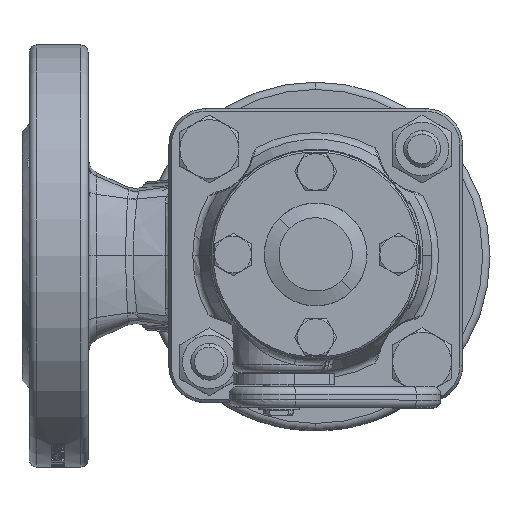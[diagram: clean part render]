
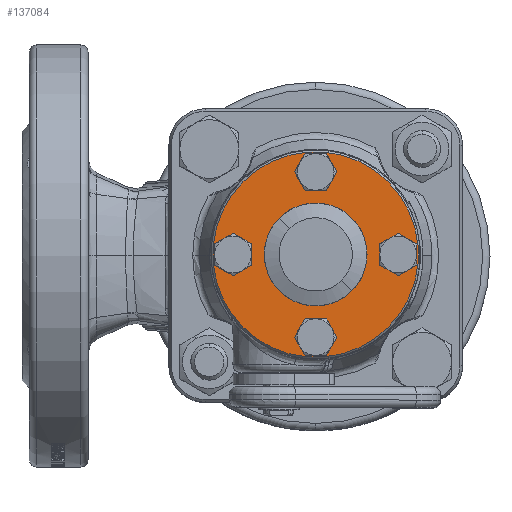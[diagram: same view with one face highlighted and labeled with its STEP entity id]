
A CAD part, top view. The second image highlights one B-rep face of the part: STEP entity #137084.
In plain terms, the highlighted planar face has unit normal (0, 0, 1).
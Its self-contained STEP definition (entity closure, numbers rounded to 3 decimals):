
#136252=CARTESIAN_POINT('',(19.799,-19.799,230.5));
#136253=VERTEX_POINT('',#136252);
#136254=CARTESIAN_POINT('',(-19.799,19.799,230.5));
#136255=VERTEX_POINT('',#136254);
#136256=CARTESIAN_POINT('',(0.,0.,230.5));
#136257=DIRECTION('',(-0.,-0.,1.));
#136258=DIRECTION('',(-0.707,0.707,0.));
#136259=AXIS2_PLACEMENT_3D('',#136256,#136257,#136258);
#136260=CIRCLE('',#136259,28.);
#136261=EDGE_CURVE('NONE',#136253,#136255,#136260,.T.);
#136347=CARTESIAN_POINT('',(-2.333,-20.167,230.5));
#136348=VERTEX_POINT('',#136347);
#136355=CARTESIAN_POINT('',(2.333,-24.833,230.5));
#136356=VERTEX_POINT('',#136355);
#136357=CARTESIAN_POINT('',(0.,-22.5,230.5));
#136358=DIRECTION('',(0.,0.,1.));
#136359=DIRECTION('',(0.707,-0.707,0.));
#136360=AXIS2_PLACEMENT_3D('',#136357,#136358,#136359);
#136361=CIRCLE('',#136360,3.3);
#136362=EDGE_CURVE('NONE',#136348,#136356,#136361,.T.);
#136389=CARTESIAN_POINT('',(20.167,2.333,230.5));
#136390=VERTEX_POINT('',#136389);
#136397=CARTESIAN_POINT('',(24.833,-2.333,230.5));
#136398=VERTEX_POINT('',#136397);
#136399=CARTESIAN_POINT('',(22.5,0.,230.5));
#136400=DIRECTION('',(0.,0.,1.));
#136401=DIRECTION('',(0.707,-0.707,0.));
#136402=AXIS2_PLACEMENT_3D('',#136399,#136400,#136401);
#136403=CIRCLE('',#136402,3.3);
#136404=EDGE_CURVE('NONE',#136390,#136398,#136403,.T.);
#136431=CARTESIAN_POINT('',(-2.333,24.833,230.5));
#136432=VERTEX_POINT('',#136431);
#136439=CARTESIAN_POINT('',(2.333,20.167,230.5));
#136440=VERTEX_POINT('',#136439);
#136441=CARTESIAN_POINT('',(0.,22.5,230.5));
#136442=DIRECTION('',(0.,0.,1.));
#136443=DIRECTION('',(0.707,-0.707,0.));
#136444=AXIS2_PLACEMENT_3D('',#136441,#136442,#136443);
#136445=CIRCLE('',#136444,3.3);
#136446=EDGE_CURVE('NONE',#136432,#136440,#136445,.T.);
#136473=CARTESIAN_POINT('',(-24.833,2.333,230.5));
#136474=VERTEX_POINT('',#136473);
#136481=CARTESIAN_POINT('',(-20.167,-2.333,230.5));
#136482=VERTEX_POINT('',#136481);
#136483=CARTESIAN_POINT('',(-22.5,0.,230.5));
#136484=DIRECTION('',(0.,0.,1.));
#136485=DIRECTION('',(0.707,-0.707,0.));
#136486=AXIS2_PLACEMENT_3D('',#136483,#136484,#136485);
#136487=CIRCLE('',#136486,3.3);
#136488=EDGE_CURVE('NONE',#136474,#136482,#136487,.T.);
#136557=CARTESIAN_POINT('',(9.899,-9.899,230.5));
#136558=VERTEX_POINT('',#136557);
#136565=CARTESIAN_POINT('',(-9.899,9.899,230.5));
#136566=VERTEX_POINT('',#136565);
#136567=CARTESIAN_POINT('',(0.,0.,230.5));
#136568=DIRECTION('',(0.,0.,-1.));
#136569=DIRECTION('',(-0.707,0.707,0.));
#136570=AXIS2_PLACEMENT_3D('',#136567,#136568,#136569);
#136571=CIRCLE('',#136570,14.);
#136572=EDGE_CURVE('NONE',#136566,#136558,#136571,.T.);
#137019=CARTESIAN_POINT('',(-20.153,-20.153,230.5));
#137020=DIRECTION('',(0.,0.,-1.));
#137021=DIRECTION('',(-0.707,0.707,0.));
#137022=AXIS2_PLACEMENT_3D('',#137019,#137020,#137021);
#137023=PLANE('',#137022);
#137024=CARTESIAN_POINT('',(0.,0.,230.5));
#137025=DIRECTION('',(-0.,-0.,1.));
#137026=DIRECTION('',(-0.707,0.707,0.));
#137027=AXIS2_PLACEMENT_3D('',#137024,#137025,#137026);
#137028=CIRCLE('',#137027,28.);
#137029=EDGE_CURVE('NONE',#136255,#136253,#137028,.T.);
#137030=ORIENTED_EDGE('',*,*,#137029,.T.);
#137031=ORIENTED_EDGE('',*,*,#136261,.T.);
#137032=EDGE_LOOP('',(#137030,#137031));
#137033=FACE_BOUND('',#137032,.T.);
#137034=CARTESIAN_POINT('',(0.,-22.5,230.5));
#137035=DIRECTION('',(0.,0.,1.));
#137036=DIRECTION('',(0.707,-0.707,0.));
#137037=AXIS2_PLACEMENT_3D('',#137034,#137035,#137036);
#137038=CIRCLE('',#137037,3.3);
#137039=EDGE_CURVE('NONE',#136356,#136348,#137038,.T.);
#137040=ORIENTED_EDGE('',*,*,#137039,.F.);
#137041=ORIENTED_EDGE('',*,*,#136362,.F.);
#137042=EDGE_LOOP('',(#137040,#137041));
#137043=FACE_BOUND('',#137042,.T.);
#137044=CARTESIAN_POINT('',(22.5,0.,230.5));
#137045=DIRECTION('',(0.,0.,1.));
#137046=DIRECTION('',(0.707,-0.707,0.));
#137047=AXIS2_PLACEMENT_3D('',#137044,#137045,#137046);
#137048=CIRCLE('',#137047,3.3);
#137049=EDGE_CURVE('NONE',#136398,#136390,#137048,.T.);
#137050=ORIENTED_EDGE('',*,*,#137049,.F.);
#137051=ORIENTED_EDGE('',*,*,#136404,.F.);
#137052=EDGE_LOOP('',(#137050,#137051));
#137053=FACE_BOUND('',#137052,.T.);
#137054=CARTESIAN_POINT('',(0.,22.5,230.5));
#137055=DIRECTION('',(0.,0.,1.));
#137056=DIRECTION('',(0.707,-0.707,0.));
#137057=AXIS2_PLACEMENT_3D('',#137054,#137055,#137056);
#137058=CIRCLE('',#137057,3.3);
#137059=EDGE_CURVE('NONE',#136440,#136432,#137058,.T.);
#137060=ORIENTED_EDGE('',*,*,#137059,.F.);
#137061=ORIENTED_EDGE('',*,*,#136446,.F.);
#137062=EDGE_LOOP('',(#137060,#137061));
#137063=FACE_BOUND('',#137062,.T.);
#137064=CARTESIAN_POINT('',(-22.5,0.,230.5));
#137065=DIRECTION('',(0.,0.,1.));
#137066=DIRECTION('',(0.707,-0.707,0.));
#137067=AXIS2_PLACEMENT_3D('',#137064,#137065,#137066);
#137068=CIRCLE('',#137067,3.3);
#137069=EDGE_CURVE('NONE',#136482,#136474,#137068,.T.);
#137070=ORIENTED_EDGE('',*,*,#137069,.F.);
#137071=ORIENTED_EDGE('',*,*,#136488,.F.);
#137072=EDGE_LOOP('',(#137070,#137071));
#137073=FACE_BOUND('',#137072,.T.);
#137074=ORIENTED_EDGE('',*,*,#136572,.T.);
#137075=CARTESIAN_POINT('',(0.,0.,230.5));
#137076=DIRECTION('',(0.,0.,-1.));
#137077=DIRECTION('',(-0.707,0.707,0.));
#137078=AXIS2_PLACEMENT_3D('',#137075,#137076,#137077);
#137079=CIRCLE('',#137078,14.);
#137080=EDGE_CURVE('NONE',#136558,#136566,#137079,.T.);
#137081=ORIENTED_EDGE('',*,*,#137080,.T.);
#137082=EDGE_LOOP('',(#137074,#137081));
#137083=FACE_BOUND('',#137082,.T.);
#137084=ADVANCED_FACE('NONE',(#137033,#137043,#137053,#137063,#137073,#137083),#137023,.F.);
